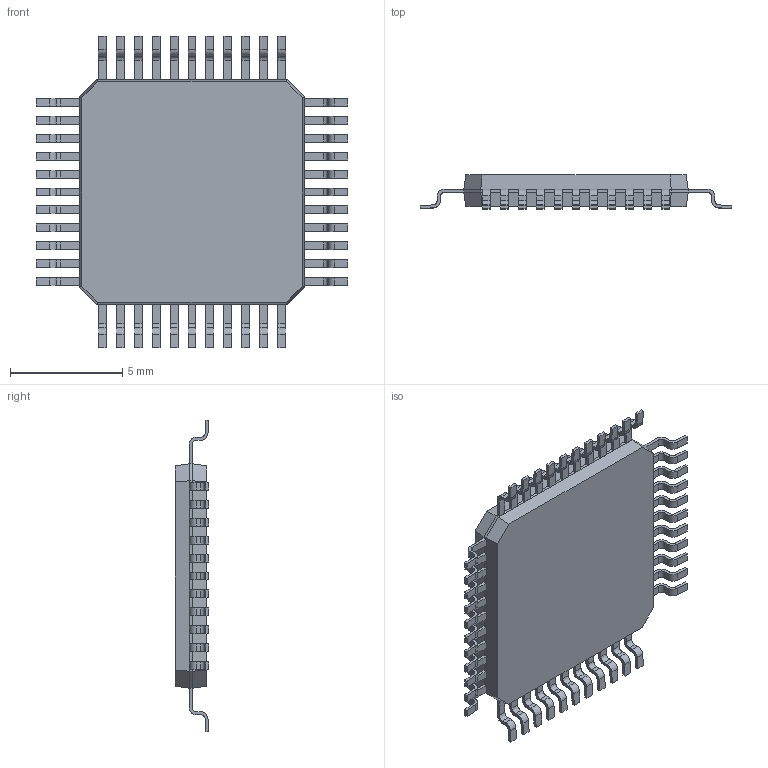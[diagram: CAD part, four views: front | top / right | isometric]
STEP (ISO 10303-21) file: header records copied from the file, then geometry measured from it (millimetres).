
FILE_DESCRIPTION (( 'STEP AP214' ), '1' );
FILE_NAME ('HI-3585APQI.STEP', '2018-04-23T14:20:51', ( '' ), ( '' ), 'SwSTEP 2.0', 'SolidWorks 2017', '' );
FILE_SCHEMA (( 'AUTOMOTIVE_DESIGN' ));
Length unit declared in the file: inch
Products named in the file (1): HI-3585APQI
Bounding box: 13.89 x 1.5 x 13.89 mm (x, y, z)
Volume: 141.4 mm3; surface area: 353.1 mm2
Topology: 45 solids, 45 shells, 645 faces, 1646 edges, 1092 vertices
Faces by surface type: plane 467, cylinder 178
Entity records: 27758 total; most frequent: CARTESIAN_POINT 3384, DIRECTION 3294, ORIENTED_EDGE 3292, EDGE_CURVE 1646, LINE 1290, VECTOR 1290, VERTEX_POINT 1092, AXIS2_PLACEMENT_3D 1002
